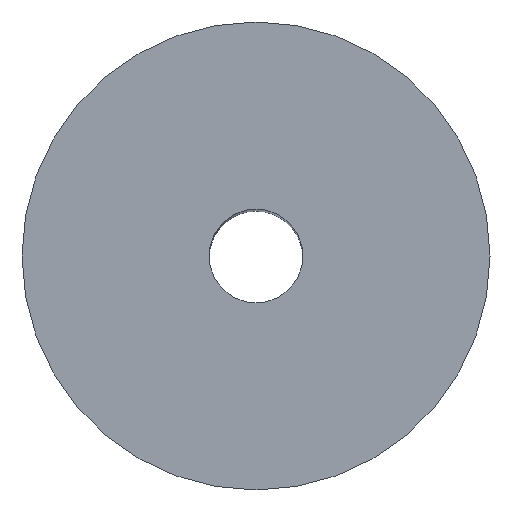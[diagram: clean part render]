
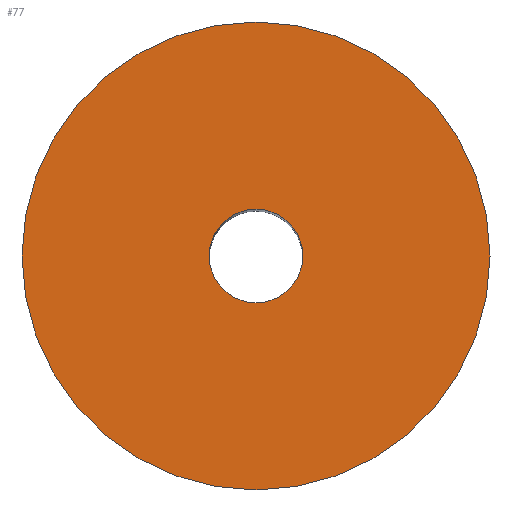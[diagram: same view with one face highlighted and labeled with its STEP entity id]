
A CAD part, top view. The second image highlights one B-rep face of the part: STEP entity #77.
In plain terms, the highlighted planar face has unit normal (0, 0, 1).
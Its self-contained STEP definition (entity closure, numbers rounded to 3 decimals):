
#16=FACE_BOUND('',#26,.T.);
#18=PLANE('',#98);
#21=FACE_OUTER_BOUND('',#25,.T.);
#25=EDGE_LOOP('',(#62,#63));
#26=EDGE_LOOP('',(#64,#65));
#34=CIRCLE('',#95,5.);
#35=CIRCLE('',#96,5.);
#37=CIRCLE('',#99,25.);
#38=CIRCLE('',#100,25.);
#41=VERTEX_POINT('',#133);
#42=VERTEX_POINT('',#134);
#44=VERTEX_POINT('',#141);
#45=VERTEX_POINT('',#142);
#48=EDGE_CURVE('',#41,#42,#34,.T.);
#49=EDGE_CURVE('',#42,#41,#35,.T.);
#52=EDGE_CURVE('',#44,#45,#37,.T.);
#53=EDGE_CURVE('',#45,#44,#38,.T.);
#62=ORIENTED_EDGE('',*,*,#52,.T.);
#63=ORIENTED_EDGE('',*,*,#53,.T.);
#64=ORIENTED_EDGE('',*,*,#48,.T.);
#65=ORIENTED_EDGE('',*,*,#49,.T.);
#77=ADVANCED_FACE('',(#21,#16),#18,.T.);
#95=AXIS2_PLACEMENT_3D('',#135,#109,#110);
#96=AXIS2_PLACEMENT_3D('',#136,#111,#112);
#98=AXIS2_PLACEMENT_3D('',#140,#116,#117);
#99=AXIS2_PLACEMENT_3D('',#143,#118,#119);
#100=AXIS2_PLACEMENT_3D('',#144,#120,#121);
#109=DIRECTION('center_axis',(0.,0.,-1.));
#110=DIRECTION('ref_axis',(1.,0.,0.));
#111=DIRECTION('center_axis',(0.,0.,-1.));
#112=DIRECTION('ref_axis',(1.,0.,0.));
#116=DIRECTION('center_axis',(0.,0.,1.));
#117=DIRECTION('ref_axis',(1.,0.,0.));
#118=DIRECTION('center_axis',(0.,0.,1.));
#119=DIRECTION('ref_axis',(1.,0.,0.));
#120=DIRECTION('center_axis',(0.,0.,1.));
#121=DIRECTION('ref_axis',(1.,0.,0.));
#133=CARTESIAN_POINT('',(5.,0.,0.));
#134=CARTESIAN_POINT('',(-5.,0.,0.));
#135=CARTESIAN_POINT('Origin',(0.,0.,0.));
#136=CARTESIAN_POINT('Origin',(0.,0.,0.));
#140=CARTESIAN_POINT('Origin',(0.,0.,0.));
#141=CARTESIAN_POINT('',(25.,0.,0.));
#142=CARTESIAN_POINT('',(-25.,0.,0.));
#143=CARTESIAN_POINT('Origin',(0.,0.,0.));
#144=CARTESIAN_POINT('Origin',(0.,0.,0.));
